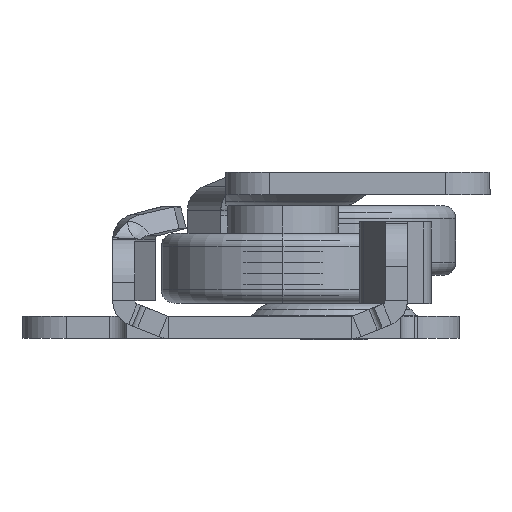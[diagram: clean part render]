
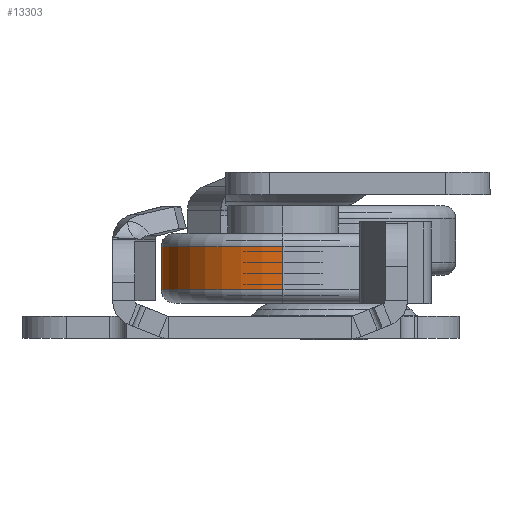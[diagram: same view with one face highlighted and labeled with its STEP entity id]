
A CAD part, left-side view. The second image highlights one B-rep face of the part: STEP entity #13303.
In plain terms, the highlighted cylindrical face has radius 11 mm (diameter 22 mm), a partial arc.
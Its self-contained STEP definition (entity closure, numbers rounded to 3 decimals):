
#562 = DIRECTION ( 'NONE',  ( -1., 0., 0. ) ) ;
#596 = DIRECTION ( 'NONE',  ( -1., 0., 0. ) ) ;
#1576 = DIRECTION ( 'NONE',  ( -1., 0., 0. ) ) ;
#3245 = FACE_OUTER_BOUND ( 'NONE', #19921, .T. ) ;
#3357 = CARTESIAN_POINT ( 'NONE',  ( 0., 0., 0. ) ) ;
#3455 = EDGE_CURVE ( 'NONE', #17048, #15195, #6239, .T. ) ;
#3475 = DIRECTION ( 'NONE',  ( 0., 0., 1. ) ) ;
#3659 = DIRECTION ( 'NONE',  ( 0., 0., 1. ) ) ;
#3795 = VERTEX_POINT ( 'NONE', #21288 ) ;
#4559 = CARTESIAN_POINT ( 'NONE',  ( 0., 0., 11. ) ) ;
#4782 = VECTOR ( 'NONE', #1576, 1000. ) ;
#5661 = DIRECTION ( 'NONE',  ( 0., 0., 1. ) ) ;
#6239 = LINE ( 'NONE', #4559, #4782 ) ;
#6716 = VECTOR ( 'NONE', #562, 1000. ) ;
#7176 = CARTESIAN_POINT ( 'NONE',  ( 5.1, 0., 0. ) ) ;
#7376 = EDGE_CURVE ( 'NONE', #16193, #3795, #19081, .T. ) ;
#7404 = ORIENTED_EDGE ( 'NONE', *, *, #7376, .F. ) ;
#8905 = ORIENTED_EDGE ( 'NONE', *, *, #18141, .F. ) ;
#10126 = CIRCLE ( 'NONE', #17724, 11. ) ;
#12617 = AXIS2_PLACEMENT_3D ( 'NONE', #7176, #596, #3659 ) ;
#12887 = CARTESIAN_POINT ( 'NONE',  ( 1.2, 0., 11. ) ) ;
#12925 = ORIENTED_EDGE ( 'NONE', *, *, #3455, .T. ) ;
#13303 = ADVANCED_FACE ( 'NONE', ( #3245 ), #22371, .T. ) ;
#13419 = DIRECTION ( 'NONE',  ( -1., 0., 0. ) ) ;
#15136 = CIRCLE ( 'NONE', #12617, 11. ) ;
#15195 = VERTEX_POINT ( 'NONE', #12887 ) ;
#15791 = EDGE_CURVE ( 'NONE', #16193, #17048, #15136, .T. ) ;
#16193 = VERTEX_POINT ( 'NONE', #17506 ) ;
#17048 = VERTEX_POINT ( 'NONE', #21011 ) ;
#17506 = CARTESIAN_POINT ( 'NONE',  ( 5.1, 0., -11. ) ) ;
#17724 = AXIS2_PLACEMENT_3D ( 'NONE', #21242, #19198, #5661 ) ;
#18141 = EDGE_CURVE ( 'NONE', #3795, #15195, #10126, .T. ) ;
#18215 = ORIENTED_EDGE ( 'NONE', *, *, #15791, .T. ) ;
#19081 = LINE ( 'NONE', #19211, #6716 ) ;
#19198 = DIRECTION ( 'NONE',  ( -1., 0., 0. ) ) ;
#19211 = CARTESIAN_POINT ( 'NONE',  ( 0., 0., -11. ) ) ;
#19921 = EDGE_LOOP ( 'NONE', ( #7404, #18215, #12925, #8905 ) ) ;
#21011 = CARTESIAN_POINT ( 'NONE',  ( 5.1, 0., 11. ) ) ;
#21242 = CARTESIAN_POINT ( 'NONE',  ( 1.2, 0., 0. ) ) ;
#21288 = CARTESIAN_POINT ( 'NONE',  ( 1.2, 0., -11. ) ) ;
#21461 = AXIS2_PLACEMENT_3D ( 'NONE', #3357, #13419, #3475 ) ;
#22371 = CYLINDRICAL_SURFACE ( 'NONE', #21461, 11. ) ;
